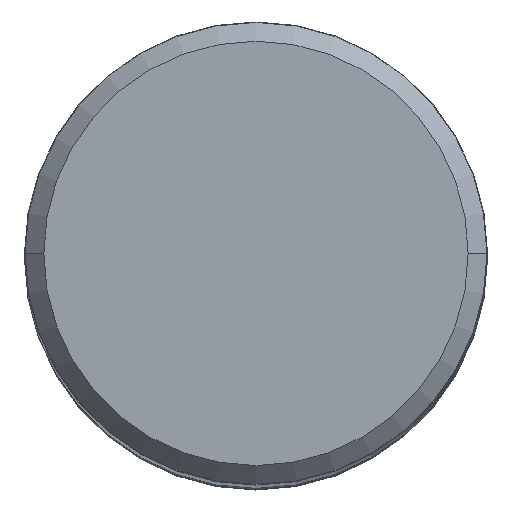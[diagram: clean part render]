
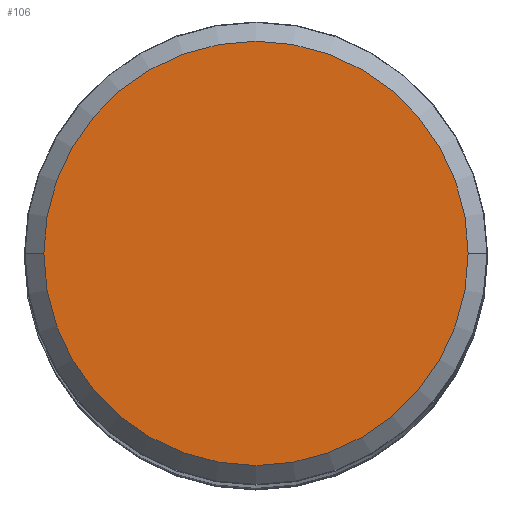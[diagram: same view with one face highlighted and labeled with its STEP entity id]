
A CAD part, top view. The second image highlights one B-rep face of the part: STEP entity #106.
In plain terms, the highlighted planar face has unit normal (0, 0, 1).
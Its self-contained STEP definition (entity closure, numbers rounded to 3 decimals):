
#63=PLANE('',#978);
#106=ADVANCED_FACE('',(#178),#63,.F.);
#178=FACE_OUTER_BOUND('',#230,.T.);
#230=EDGE_LOOP('',(#392,#393));
#392=ORIENTED_EDGE('',*,*,#575,.T.);
#393=ORIENTED_EDGE('',*,*,#573,.T.);
#486=VERTEX_POINT('',#1482);
#487=VERTEX_POINT('',#1484);
#573=EDGE_CURVE('',#487,#486,#650,.T.);
#575=EDGE_CURVE('',#486,#487,#651,.T.);
#650=CIRCLE('',#974,14.661);
#651=CIRCLE('',#976,14.661);
#974=AXIS2_PLACEMENT_3D('',#1483,#1231,#1232);
#976=AXIS2_PLACEMENT_3D('',#1487,#1236,#1237);
#978=AXIS2_PLACEMENT_3D('',#1489,#1240,#1241);
#1231=DIRECTION('',(0.,0.,1.));
#1232=DIRECTION('',(1.,0.,0.));
#1236=DIRECTION('',(0.,0.,1.));
#1237=DIRECTION('',(-1.,0.,0.));
#1240=DIRECTION('',(0.,0.,-1.));
#1241=DIRECTION('',(1.,0.,0.));
#1482=CARTESIAN_POINT('',(-14.661,0.,0.));
#1483=CARTESIAN_POINT('',(0.,0.,0.));
#1484=CARTESIAN_POINT('',(14.661,0.,0.));
#1487=CARTESIAN_POINT('',(0.,0.,0.));
#1489=CARTESIAN_POINT('',(0.,0.,0.));
